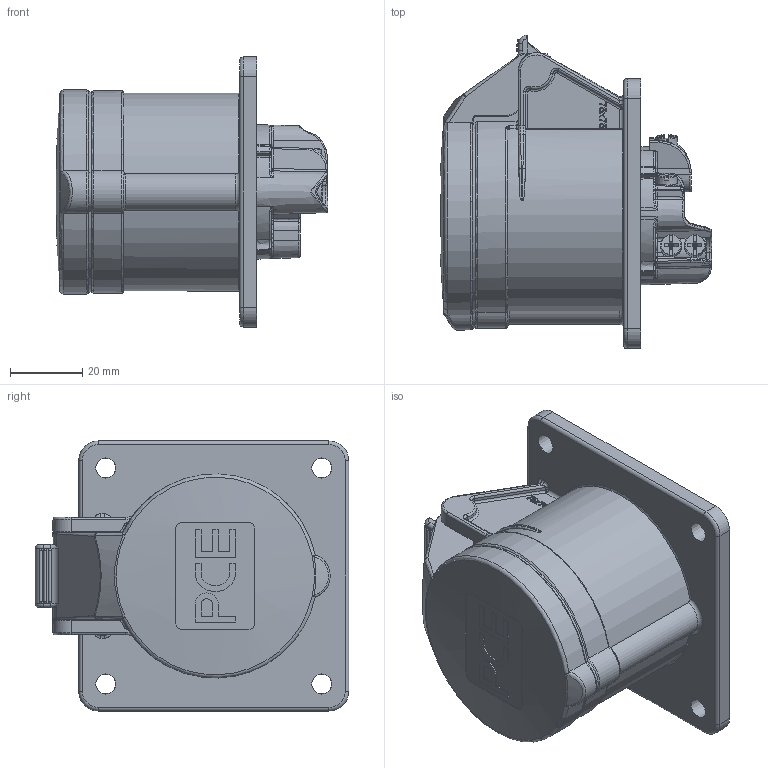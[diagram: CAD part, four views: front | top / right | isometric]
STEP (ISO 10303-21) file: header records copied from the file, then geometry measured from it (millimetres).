
FILE_DESCRIPTION (( 'STEP AP203' ), '1' );
FILE_NAME ('314-6f7.STEP', '2017-11-23T13:37:03', ( '' ), ( '' ), 'SwSTEP 2.0', 'SolidWorks 2016', '' );
FILE_SCHEMA (( 'CONFIG_CONTROL_DESIGN' ));
Length unit declared in the file: millimetre
Products named in the file (1): 314-6f7
Bounding box: 75.43 x 87.07 x 75 mm (x, y, z)
Volume: 173969 mm3; surface area: 30859.4 mm2
Topology: 1 solids, 1 shells, 1348 faces, 3353 edges, 2041 vertices
Faces by surface type: plane 438, bspline 393, cylinder 278, torus 135, cone 97, sphere 7
Full cylindrical faces by diameter (mm): 3.4 x4, 3.6 x1, 4 x3, 4.7 x1, 6.5 x1, 7 x3, 9 x1
Entity records: 53738 total; most frequent: CARTESIAN_POINT 25529, ORIENTED_EDGE 6526, DIRECTION 4879, EDGE_CURVE 3263, VERTEX_POINT 2017, AXIS2_PLACEMENT_3D 1866, EDGE_LOOP 1458, FACE_OUTER_BOUND 1363
